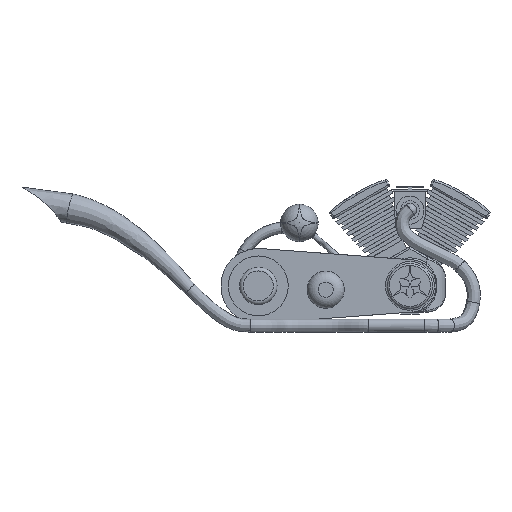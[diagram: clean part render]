
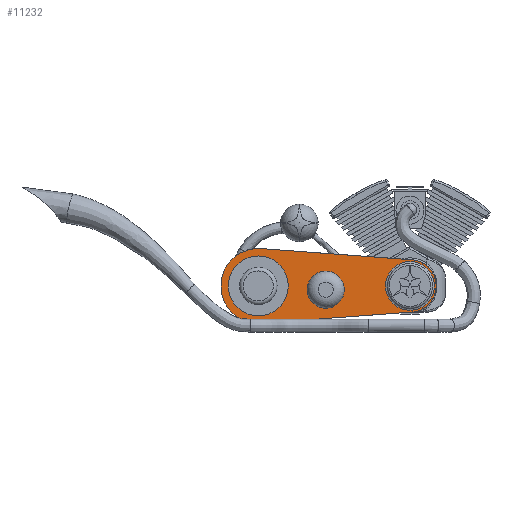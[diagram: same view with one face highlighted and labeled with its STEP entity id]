
A CAD part, left-side view. The second image highlights one B-rep face of the part: STEP entity #11232.
In plain terms, the highlighted planar face has unit normal (-1, 0, 0).
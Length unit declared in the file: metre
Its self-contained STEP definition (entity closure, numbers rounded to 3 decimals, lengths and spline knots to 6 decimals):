
#1258=LINE('',#34397,#2420);
#1259=LINE('',#34398,#2421);
#2420=VECTOR('',#16635,1.);
#2421=VECTOR('',#16636,1.);
#3024=PLANE('',#13974);
#5927=ORIENTED_EDGE('',*,*,#7527,.T.);
#5928=ORIENTED_EDGE('',*,*,#7507,.F.);
#5929=ORIENTED_EDGE('',*,*,#7528,.F.);
#5930=ORIENTED_EDGE('',*,*,#6116,.F.);
#5931=ORIENTED_EDGE('',*,*,#7529,.T.);
#5932=ORIENTED_EDGE('',*,*,#7530,.F.);
#5933=ORIENTED_EDGE('',*,*,#7531,.F.);
#6116=EDGE_CURVE('',#7619,#7614,#8567,.T.);
#7507=EDGE_CURVE('',#8508,#8506,#8717,.T.);
#7527=EDGE_CURVE('',#7619,#8506,#1258,.T.);
#7528=EDGE_CURVE('',#7614,#8508,#1259,.T.);
#7529=EDGE_CURVE('',#8522,#8522,#8731,.F.);
#7530=EDGE_CURVE('',#8523,#8523,#8732,.F.);
#7531=EDGE_CURVE('',#8524,#8524,#8733,.F.);
#7614=VERTEX_POINT('',#17094);
#7619=VERTEX_POINT('',#17124);
#8506=VERTEX_POINT('',#34274);
#8508=VERTEX_POINT('',#34278);
#8522=VERTEX_POINT('',#34400);
#8523=VERTEX_POINT('',#34402);
#8524=VERTEX_POINT('',#34404);
#8567=CIRCLE('',#13286,0.07);
#8717=CIRCLE('',#13948,0.1);
#8731=CIRCLE('',#13975,0.04958);
#8732=CIRCLE('',#13976,0.065);
#8733=CIRCLE('',#13977,0.08);
#9445=EDGE_LOOP('',(#5927,#5928,#5929,#5930));
#9446=EDGE_LOOP('',(#5931));
#9447=EDGE_LOOP('',(#5932));
#9448=EDGE_LOOP('',(#5933));
#10191=FACE_BOUND('',#9445,.T.);
#10192=FACE_BOUND('',#9446,.T.);
#10193=FACE_BOUND('',#9447,.T.);
#10194=FACE_BOUND('',#9448,.T.);
#11232=ADVANCED_FACE('',(#10191,#10192,#10193,#10194),#3024,.F.);
#13286=AXIS2_PLACEMENT_3D('',#17125,#14122,#14123);
#13948=AXIS2_PLACEMENT_3D('',#34279,#16581,#16582);
#13974=AXIS2_PLACEMENT_3D('',#34396,#16633,#16634);
#13975=AXIS2_PLACEMENT_3D('',#34399,#16637,#16638);
#13976=AXIS2_PLACEMENT_3D('',#34401,#16639,#16640);
#13977=AXIS2_PLACEMENT_3D('',#34403,#16641,#16642);
#14122=DIRECTION('',(1.,0.,0.));
#14123=DIRECTION('',(0.,0.,-1.));
#16581=DIRECTION('',(1.,0.,0.));
#16582=DIRECTION('',(0.,0.,-1.));
#16633=DIRECTION('',(1.,0.,0.));
#16634=DIRECTION('',(0.,1.,0.));
#16635=DIRECTION('',(0.,0.997,0.074));
#16636=DIRECTION('',(0.,0.997,-0.074));
#16637=DIRECTION('',(-1.,0.,0.));
#16638=DIRECTION('',(0.,0.,1.));
#16639=DIRECTION('',(1.,0.,0.));
#16640=DIRECTION('',(0.,0.,-1.));
#16641=DIRECTION('',(1.,0.,0.));
#16642=DIRECTION('',(0.,0.,-1.));
#17094=CARTESIAN_POINT('',(-0.15,-0.005185,0.000192));
#17124=CARTESIAN_POINT('',(-0.15,-0.005185,0.139808));
#17125=CARTESIAN_POINT('',(-0.15,0.,0.07));
#34274=CARTESIAN_POINT('',(-0.15,0.397593,0.169725));
#34278=CARTESIAN_POINT('',(-0.15,0.397593,-0.029725));
#34279=CARTESIAN_POINT('',(-0.15,0.405,0.07));
#34396=CARTESIAN_POINT('',(-0.15,-0.135407,0.030326));
#34397=CARTESIAN_POINT('',(-0.15,0.196204,0.154766));
#34398=CARTESIAN_POINT('',(-0.15,0.196204,-0.014766));
#34399=CARTESIAN_POINT('',(-0.15,0.225,0.06));
#34400=CARTESIAN_POINT('',(-0.15,0.225,0.10958));
#34401=CARTESIAN_POINT('',(-0.15,0.,0.07));
#34402=CARTESIAN_POINT('',(-0.15,0.,0.005));
#34403=CARTESIAN_POINT('',(-0.15,0.405,0.07));
#34404=CARTESIAN_POINT('',(-0.15,0.405,-0.01));
